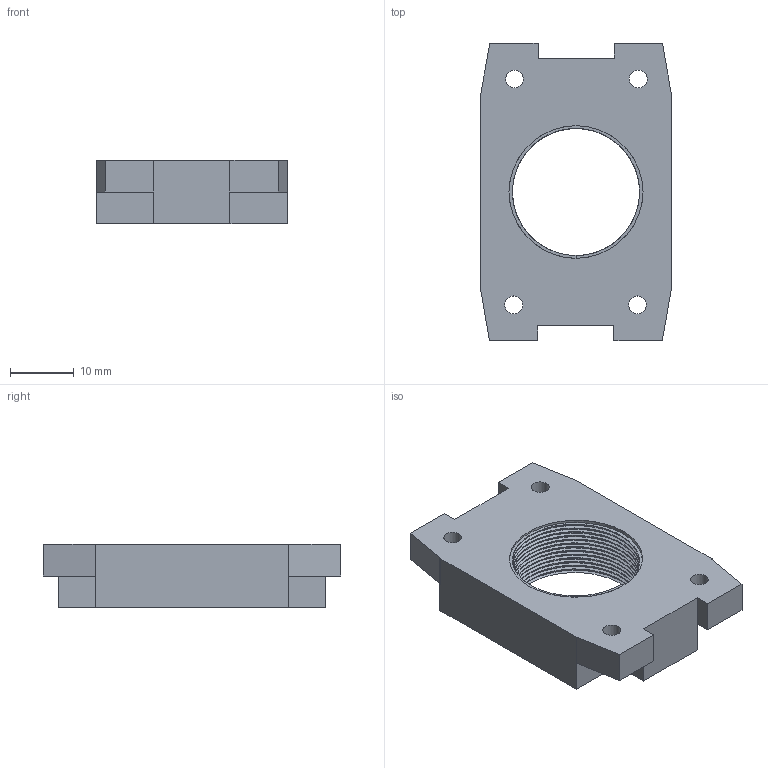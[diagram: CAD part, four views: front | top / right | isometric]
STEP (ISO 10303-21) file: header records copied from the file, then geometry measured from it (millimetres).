
FILE_DESCRIPTION(/* description */ (''),/* implementation_level */ '2;1');
FILE_NAME(/* name */ '30_Cube_Z_Focus_MGN_NEMA_adapter_RMS_twin.ipt.step',/* time_stamp */ '2022-11-29T08:21:18+01:00',/* author */ ('diederichbenedict'),/* organization */ (''),/* preprocessor_version */ 'ST-DEVELOPER v18.1',/* originating_system */ 'Autodesk Inventor 2022',/* authorisation */ '');
FILE_SCHEMA (('AUTOMOTIVE_DESIGN { 1 0 10303 214 3 1 1 }'));
Length unit declared in the file: millimetre
Products named in the file (1): 30_Cube_Z_Focus_MGN_NEMA_adapter_RMS_twin
Bounding box: 30 x 46.51 x 10 mm (x, y, z)
Volume: 8441.2 mm3; surface area: 4620 mm2
Topology: 1 solids, 1 shells, 73 faces, 204 edges, 133 vertices
Faces by surface type: cylinder 37, plane 32, bspline 4
Full cylindrical faces by diameter (mm): 2.8 x4, 19.9 x12, 20.616 x12
Entity records: 5110 total; most frequent: CARTESIAN_POINT 3299, ORIENTED_EDGE 408, DIRECTION 294, EDGE_CURVE 204, VERTEX_POINT 133, LINE 128, VECTOR 128, EDGE_LOOP 83
